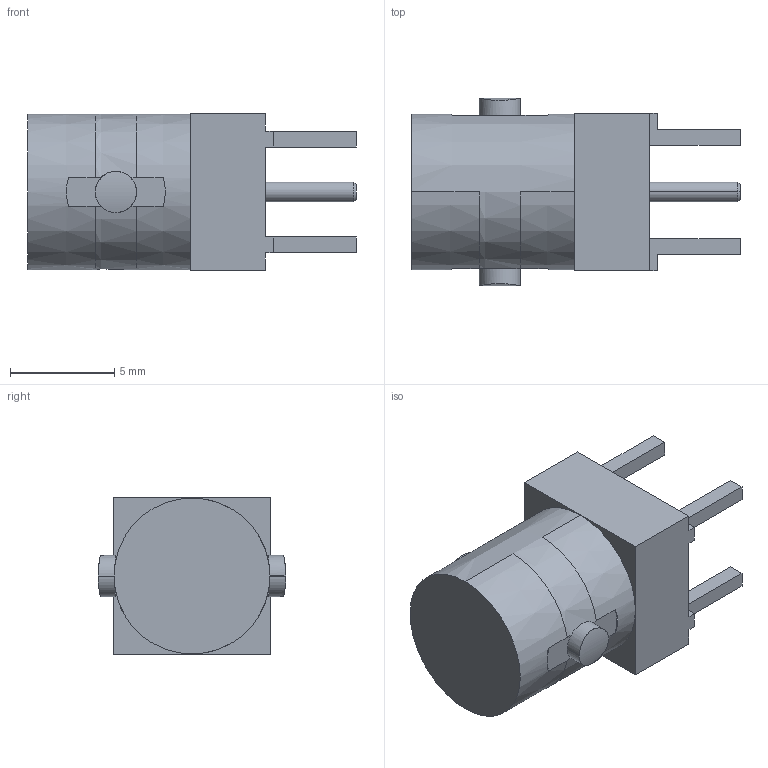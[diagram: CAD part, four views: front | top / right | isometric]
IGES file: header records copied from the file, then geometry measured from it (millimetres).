
Start section:  PTC IGES file: 31-70250.igs
Global section: file name: 31-70250.igs; native system: Pro/ENGINEER by Parametric Technology Corporation; preprocessor: 2008010; author: Administrator; organization: Unknown; date: 20090928.160653; units: inch
Bounding box: 15.8 x 9.02 x 7.54 mm (x, y, z)
Surface area: 517.3 mm2 (no closed solid volume)
Topology: 0 solids, 0 shells, 50 faces, 286 edges, 286 vertices
Faces by surface type: bspline 37, revolution 13
